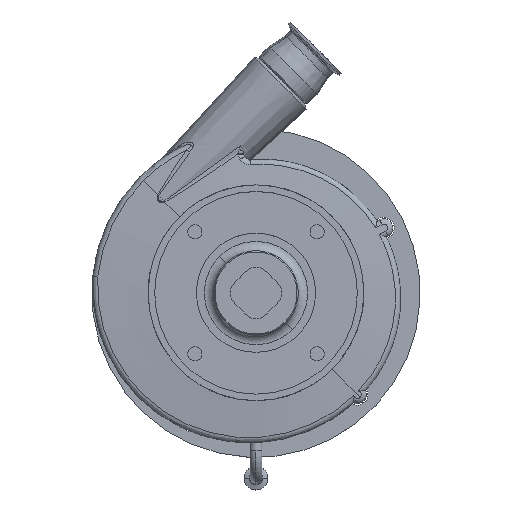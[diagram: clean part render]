
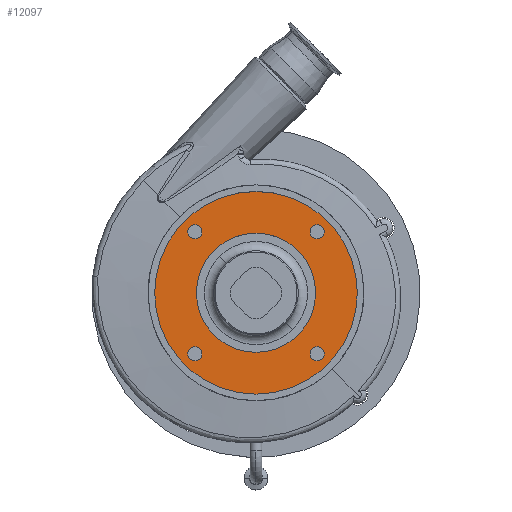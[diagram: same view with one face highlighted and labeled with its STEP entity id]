
A CAD part, top view. The second image highlights one B-rep face of the part: STEP entity #12097.
In plain terms, the highlighted planar face has unit normal (0, 0, 1).
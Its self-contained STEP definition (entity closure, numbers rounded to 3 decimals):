
#25 = CIRCLE ( 'NONE', #10248, 108. ) ;
#417 = CARTESIAN_POINT ( 'NONE',  ( 65.107, 65.107, 205.5 ) ) ;
#513 = DIRECTION ( 'NONE',  ( 1., 0., 0. ) ) ;
#650 = CARTESIAN_POINT ( 'NONE',  ( 65.107, -65.107, 205.5 ) ) ;
#739 = DIRECTION ( 'NONE',  ( 0., 0., 1. ) ) ;
#867 = FACE_OUTER_BOUND ( 'NONE', #12644, .T. ) ;
#1102 = AXIS2_PLACEMENT_3D ( 'NONE', #2146, #15978, #14671 ) ;
#1273 = ORIENTED_EDGE ( 'NONE', *, *, #5921, .T. ) ;
#1399 = CIRCLE ( 'NONE', #1668, 7.5 ) ;
#1470 = CARTESIAN_POINT ( 'NONE',  ( 65.107, 65.107, 205.5 ) ) ;
#1562 = DIRECTION ( 'NONE',  ( 1., 0., 0. ) ) ;
#1668 = AXIS2_PLACEMENT_3D ( 'NONE', #15077, #6499, #7729 ) ;
#1721 = CIRCLE ( 'NONE', #2768, 63.5 ) ;
#1742 = ORIENTED_EDGE ( 'NONE', *, *, #6656, .T. ) ;
#1768 = AXIS2_PLACEMENT_3D ( 'NONE', #6757, #9052, #513 ) ;
#1774 = CARTESIAN_POINT ( 'NONE',  ( -57.607, -65.107, 205.5 ) ) ;
#2146 = CARTESIAN_POINT ( 'NONE',  ( 65.107, -65.107, 205.5 ) ) ;
#2476 = AXIS2_PLACEMENT_3D ( 'NONE', #15435, #6450, #10240 ) ;
#2558 = AXIS2_PLACEMENT_3D ( 'NONE', #15932, #10898, #4645 ) ;
#2622 = EDGE_CURVE ( 'NONE', #4614, #14555, #10121, .T. ) ;
#2676 = ORIENTED_EDGE ( 'NONE', *, *, #14074, .T. ) ;
#2713 = CARTESIAN_POINT ( 'NONE',  ( -108., 0., 205.5 ) ) ;
#2768 = AXIS2_PLACEMENT_3D ( 'NONE', #2795, #12827, #1562 ) ;
#2795 = CARTESIAN_POINT ( 'NONE',  ( 0., 0., 205.5 ) ) ;
#2816 = EDGE_CURVE ( 'NONE', #3510, #9075, #1721, .T. ) ;
#2930 = CARTESIAN_POINT ( 'NONE',  ( -72.607, 65.107, 205.5 ) ) ;
#3510 = VERTEX_POINT ( 'NONE', #14473 ) ;
#3562 = VERTEX_POINT ( 'NONE', #2930 ) ;
#4046 = EDGE_CURVE ( 'NONE', #11661, #3562, #5709, .T. ) ;
#4203 = DIRECTION ( 'NONE',  ( 0., 0., -1. ) ) ;
#4507 = EDGE_LOOP ( 'NONE', ( #15169, #14248 ) ) ;
#4614 = VERTEX_POINT ( 'NONE', #1774 ) ;
#4645 = DIRECTION ( 'NONE',  ( 1., 0., 0. ) ) ;
#4771 = CARTESIAN_POINT ( 'NONE',  ( 57.607, -65.107, 205.5 ) ) ;
#5055 = EDGE_LOOP ( 'NONE', ( #5192, #11253 ) ) ;
#5164 = DIRECTION ( 'NONE',  ( 1., 0., 0. ) ) ;
#5192 = ORIENTED_EDGE ( 'NONE', *, *, #6755, .T. ) ;
#5436 = DIRECTION ( 'NONE',  ( 1., 0., 0. ) ) ;
#5709 = CIRCLE ( 'NONE', #1768, 7.5 ) ;
#5724 = FACE_BOUND ( 'NONE', #9207, .T. ) ;
#5802 = ORIENTED_EDGE ( 'NONE', *, *, #15280, .T. ) ;
#5872 = PLANE ( 'NONE',  #2558 ) ;
#5921 = EDGE_CURVE ( 'NONE', #15133, #11323, #12455, .T. ) ;
#6161 = ORIENTED_EDGE ( 'NONE', *, *, #11547, .T. ) ;
#6450 = DIRECTION ( 'NONE',  ( 0., 0., 1. ) ) ;
#6477 = DIRECTION ( 'NONE',  ( 0., 0., -1. ) ) ;
#6497 = EDGE_CURVE ( 'NONE', #11336, #12169, #7201, .T. ) ;
#6499 = DIRECTION ( 'NONE',  ( 0., 0., -1. ) ) ;
#6656 = EDGE_CURVE ( 'NONE', #14555, #4614, #1399, .T. ) ;
#6664 = CARTESIAN_POINT ( 'NONE',  ( 57.607, 65.107, 205.5 ) ) ;
#6755 = EDGE_CURVE ( 'NONE', #9075, #3510, #16133, .T. ) ;
#6757 = CARTESIAN_POINT ( 'NONE',  ( -65.107, 65.107, 205.5 ) ) ;
#7156 = DIRECTION ( 'NONE',  ( 0., 0., -1. ) ) ;
#7201 = CIRCLE ( 'NONE', #13248, 7.5 ) ;
#7319 = AXIS2_PLACEMENT_3D ( 'NONE', #650, #14228, #9272 ) ;
#7379 = CIRCLE ( 'NONE', #1102, 7.5 ) ;
#7588 = ORIENTED_EDGE ( 'NONE', *, *, #6497, .T. ) ;
#7729 = DIRECTION ( 'NONE',  ( 1., 0., 0. ) ) ;
#8097 = CARTESIAN_POINT ( 'NONE',  ( -72.607, -65.107, 205.5 ) ) ;
#8121 = CARTESIAN_POINT ( 'NONE',  ( 0., 0., 205.5 ) ) ;
#8356 = EDGE_LOOP ( 'NONE', ( #6161, #2676 ) ) ;
#9052 = DIRECTION ( 'NONE',  ( 0., 0., -1. ) ) ;
#9075 = VERTEX_POINT ( 'NONE', #12521 ) ;
#9207 = EDGE_LOOP ( 'NONE', ( #13828, #7588 ) ) ;
#9213 = DIRECTION ( 'NONE',  ( 1., 0., 0. ) ) ;
#9272 = DIRECTION ( 'NONE',  ( 1., 0., 0. ) ) ;
#9583 = FACE_BOUND ( 'NONE', #5055, .T. ) ;
#9903 = CARTESIAN_POINT ( 'NONE',  ( 72.607, 65.107, 205.5 ) ) ;
#9964 = CARTESIAN_POINT ( 'NONE',  ( -65.107, -65.107, 205.5 ) ) ;
#10121 = CIRCLE ( 'NONE', #11704, 7.5 ) ;
#10219 = VERTEX_POINT ( 'NONE', #10886 ) ;
#10240 = DIRECTION ( 'NONE',  ( 1., 0., 0. ) ) ;
#10248 = AXIS2_PLACEMENT_3D ( 'NONE', #8121, #739, #15803 ) ;
#10745 = FACE_BOUND ( 'NONE', #4507, .T. ) ;
#10776 = CIRCLE ( 'NONE', #7319, 7.5 ) ;
#10886 = CARTESIAN_POINT ( 'NONE',  ( 72.607, -65.107, 205.5 ) ) ;
#10898 = DIRECTION ( 'NONE',  ( 0., 0., 1. ) ) ;
#10994 = ORIENTED_EDGE ( 'NONE', *, *, #2622, .T. ) ;
#11113 = DIRECTION ( 'NONE',  ( 1., 0., 0. ) ) ;
#11253 = ORIENTED_EDGE ( 'NONE', *, *, #2816, .T. ) ;
#11323 = VERTEX_POINT ( 'NONE', #2713 ) ;
#11336 = VERTEX_POINT ( 'NONE', #6664 ) ;
#11533 = VERTEX_POINT ( 'NONE', #4771 ) ;
#11547 = EDGE_CURVE ( 'NONE', #10219, #11533, #7379, .T. ) ;
#11584 = EDGE_CURVE ( 'NONE', #3562, #11661, #13343, .T. ) ;
#11586 = CARTESIAN_POINT ( 'NONE',  ( 108., 0., 205.5 ) ) ;
#11661 = VERTEX_POINT ( 'NONE', #13655 ) ;
#11698 = DIRECTION ( 'NONE',  ( 0., 0., -1. ) ) ;
#11704 = AXIS2_PLACEMENT_3D ( 'NONE', #9964, #7156, #11113 ) ;
#11783 = CARTESIAN_POINT ( 'NONE',  ( 0., 0., 205.5 ) ) ;
#12097 = ADVANCED_FACE ( 'NONE', ( #5724, #13210, #867, #10745, #15773, #9583 ), #5872, .T. ) ;
#12169 = VERTEX_POINT ( 'NONE', #9903 ) ;
#12455 = CIRCLE ( 'NONE', #2476, 108. ) ;
#12497 = DIRECTION ( 'NONE',  ( 0., 0., -1. ) ) ;
#12521 = CARTESIAN_POINT ( 'NONE',  ( -63.5, 0., 205.5 ) ) ;
#12532 = AXIS2_PLACEMENT_3D ( 'NONE', #16222, #12497, #13732 ) ;
#12644 = EDGE_LOOP ( 'NONE', ( #1273, #5802 ) ) ;
#12810 = EDGE_LOOP ( 'NONE', ( #10994, #1742 ) ) ;
#12827 = DIRECTION ( 'NONE',  ( 0., 0., -1. ) ) ;
#13151 = CIRCLE ( 'NONE', #14985, 7.5 ) ;
#13210 = FACE_BOUND ( 'NONE', #12810, .T. ) ;
#13248 = AXIS2_PLACEMENT_3D ( 'NONE', #1470, #6477, #5164 ) ;
#13343 = CIRCLE ( 'NONE', #12532, 7.5 ) ;
#13655 = CARTESIAN_POINT ( 'NONE',  ( -57.607, 65.107, 205.5 ) ) ;
#13732 = DIRECTION ( 'NONE',  ( 1., 0., 0. ) ) ;
#13828 = ORIENTED_EDGE ( 'NONE', *, *, #14746, .T. ) ;
#14074 = EDGE_CURVE ( 'NONE', #11533, #10219, #10776, .T. ) ;
#14228 = DIRECTION ( 'NONE',  ( 0., 0., -1. ) ) ;
#14248 = ORIENTED_EDGE ( 'NONE', *, *, #11584, .T. ) ;
#14473 = CARTESIAN_POINT ( 'NONE',  ( 63.5, 0., 205.5 ) ) ;
#14555 = VERTEX_POINT ( 'NONE', #8097 ) ;
#14563 = AXIS2_PLACEMENT_3D ( 'NONE', #11783, #11698, #5436 ) ;
#14671 = DIRECTION ( 'NONE',  ( 1., 0., 0. ) ) ;
#14746 = EDGE_CURVE ( 'NONE', #12169, #11336, #13151, .T. ) ;
#14985 = AXIS2_PLACEMENT_3D ( 'NONE', #417, #4203, #9213 ) ;
#15077 = CARTESIAN_POINT ( 'NONE',  ( -65.107, -65.107, 205.5 ) ) ;
#15133 = VERTEX_POINT ( 'NONE', #11586 ) ;
#15169 = ORIENTED_EDGE ( 'NONE', *, *, #4046, .T. ) ;
#15280 = EDGE_CURVE ( 'NONE', #11323, #15133, #25, .T. ) ;
#15435 = CARTESIAN_POINT ( 'NONE',  ( 0., 0., 205.5 ) ) ;
#15773 = FACE_BOUND ( 'NONE', #8356, .T. ) ;
#15803 = DIRECTION ( 'NONE',  ( 1., 0., 0. ) ) ;
#15932 = CARTESIAN_POINT ( 'NONE',  ( 0., 0., 205.5 ) ) ;
#15978 = DIRECTION ( 'NONE',  ( 0., 0., -1. ) ) ;
#16133 = CIRCLE ( 'NONE', #14563, 63.5 ) ;
#16222 = CARTESIAN_POINT ( 'NONE',  ( -65.107, 65.107, 205.5 ) ) ;
